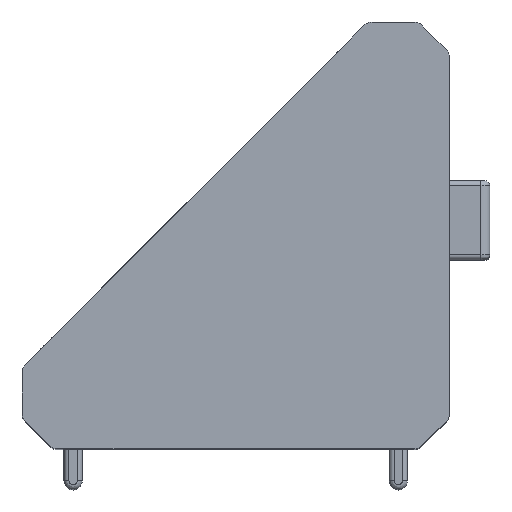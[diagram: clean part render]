
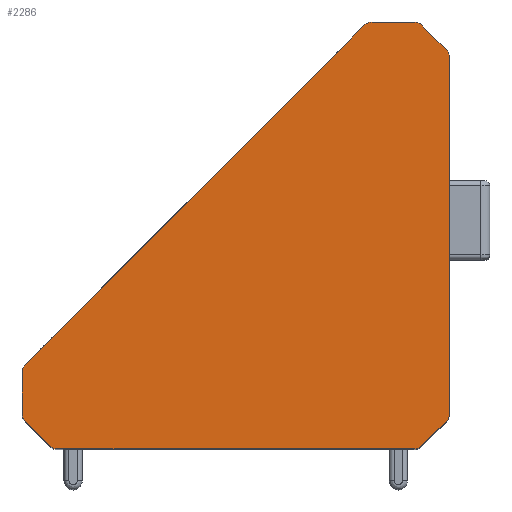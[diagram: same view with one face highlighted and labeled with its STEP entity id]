
A CAD part, top view. The second image highlights one B-rep face of the part: STEP entity #2286.
In plain terms, the highlighted planar face has unit normal (0, 0, 1).
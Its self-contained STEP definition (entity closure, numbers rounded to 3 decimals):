
#129=PLANE('',#2552);
#265=FACE_OUTER_BOUND('',#405,.T.);
#405=EDGE_LOOP('',(#2086,#2087,#2088,#2089,#2090,#2091,#2092,#2093,#2094,
#2095,#2096,#2097,#2098,#2099,#2100,#2101));
#586=LINE('',#3973,#790);
#591=LINE('',#3987,#795);
#596=LINE('',#4001,#800);
#604=LINE('',#4018,#808);
#606=LINE('',#4024,#810);
#607=LINE('',#4026,#811);
#608=LINE('',#4030,#812);
#609=LINE('',#4032,#813);
#790=VECTOR('',#3179,10.);
#795=VECTOR('',#3194,10.);
#800=VECTOR('',#3209,10.);
#808=VECTOR('',#3227,10.);
#810=VECTOR('',#3235,10.);
#811=VECTOR('',#3238,10.);
#812=VECTOR('',#3245,10.);
#813=VECTOR('',#3248,10.);
#884=CIRCLE('',#2518,1.);
#893=CIRCLE('',#2530,1.);
#894=CIRCLE('',#2532,1.);
#895=CIRCLE('',#2535,1.);
#896=CIRCLE('',#2537,1.);
#897=CIRCLE('',#2540,1.);
#898=CIRCLE('',#2542,1.);
#899=CIRCLE('',#2545,1.);
#1080=VERTEX_POINT('',#3933);
#1081=VERTEX_POINT('',#3934);
#1098=VERTEX_POINT('',#3972);
#1099=VERTEX_POINT('',#3976);
#1100=VERTEX_POINT('',#3980);
#1101=VERTEX_POINT('',#3981);
#1102=VERTEX_POINT('',#3986);
#1103=VERTEX_POINT('',#3990);
#1104=VERTEX_POINT('',#3994);
#1105=VERTEX_POINT('',#3996);
#1106=VERTEX_POINT('',#4000);
#1107=VERTEX_POINT('',#4006);
#1108=VERTEX_POINT('',#4010);
#1109=VERTEX_POINT('',#4012);
#1110=VERTEX_POINT('',#4016);
#1111=VERTEX_POINT('',#4020);
#1392=EDGE_CURVE('',#1080,#1081,#884,.T.);
#1411=EDGE_CURVE('',#1081,#1098,#586,.T.);
#1413=EDGE_CURVE('',#1098,#1099,#893,.T.);
#1415=EDGE_CURVE('',#1100,#1101,#894,.T.);
#1418=EDGE_CURVE('',#1101,#1102,#591,.T.);
#1420=EDGE_CURVE('',#1102,#1103,#895,.T.);
#1423=EDGE_CURVE('',#1104,#1105,#896,.T.);
#1425=EDGE_CURVE('',#1106,#1105,#596,.T.);
#1429=EDGE_CURVE('',#1106,#1107,#897,.T.);
#1432=EDGE_CURVE('',#1108,#1109,#898,.T.);
#1435=EDGE_CURVE('',#1110,#1108,#604,.T.);
#1436=EDGE_CURVE('',#1111,#1110,#899,.T.);
#1438=EDGE_CURVE('',#1111,#1107,#606,.T.);
#1439=EDGE_CURVE('',#1100,#1099,#607,.T.);
#1440=EDGE_CURVE('',#1104,#1103,#608,.T.);
#1441=EDGE_CURVE('',#1080,#1109,#609,.T.);
#2086=ORIENTED_EDGE('',*,*,#1392,.F.);
#2087=ORIENTED_EDGE('',*,*,#1441,.T.);
#2088=ORIENTED_EDGE('',*,*,#1432,.F.);
#2089=ORIENTED_EDGE('',*,*,#1435,.F.);
#2090=ORIENTED_EDGE('',*,*,#1436,.F.);
#2091=ORIENTED_EDGE('',*,*,#1438,.T.);
#2092=ORIENTED_EDGE('',*,*,#1429,.F.);
#2093=ORIENTED_EDGE('',*,*,#1425,.T.);
#2094=ORIENTED_EDGE('',*,*,#1423,.F.);
#2095=ORIENTED_EDGE('',*,*,#1440,.T.);
#2096=ORIENTED_EDGE('',*,*,#1420,.F.);
#2097=ORIENTED_EDGE('',*,*,#1418,.F.);
#2098=ORIENTED_EDGE('',*,*,#1415,.F.);
#2099=ORIENTED_EDGE('',*,*,#1439,.T.);
#2100=ORIENTED_EDGE('',*,*,#1413,.F.);
#2101=ORIENTED_EDGE('',*,*,#1411,.F.);
#2286=ADVANCED_FACE('',(#265),#129,.T.);
#2518=AXIS2_PLACEMENT_3D('',#3935,#3147,#3148);
#2530=AXIS2_PLACEMENT_3D('',#3977,#3183,#3184);
#2532=AXIS2_PLACEMENT_3D('',#3982,#3188,#3189);
#2535=AXIS2_PLACEMENT_3D('',#3991,#3198,#3199);
#2537=AXIS2_PLACEMENT_3D('',#3997,#3204,#3205);
#2540=AXIS2_PLACEMENT_3D('',#4007,#3215,#3216);
#2542=AXIS2_PLACEMENT_3D('',#4013,#3221,#3222);
#2545=AXIS2_PLACEMENT_3D('',#4021,#3230,#3231);
#2552=AXIS2_PLACEMENT_3D('',#4033,#3249,#3250);
#3147=DIRECTION('center_axis',(0.,0.,-1.));
#3148=DIRECTION('ref_axis',(0.924,-0.383,0.));
#3179=DIRECTION('',(-0.707,-0.707,0.));
#3183=DIRECTION('center_axis',(0.,0.,-1.));
#3184=DIRECTION('ref_axis',(0.383,-0.924,0.));
#3188=DIRECTION('center_axis',(0.,0.,-1.));
#3189=DIRECTION('ref_axis',(-0.383,-0.924,0.));
#3194=DIRECTION('',(-0.707,0.707,0.));
#3198=DIRECTION('center_axis',(0.,0.,-1.));
#3199=DIRECTION('ref_axis',(-0.924,-0.383,0.));
#3204=DIRECTION('center_axis',(0.,0.,-1.));
#3205=DIRECTION('ref_axis',(-0.924,0.383,0.));
#3209=DIRECTION('',(-0.707,-0.707,0.));
#3215=DIRECTION('center_axis',(0.,0.,-1.));
#3216=DIRECTION('ref_axis',(-0.383,0.924,0.));
#3221=DIRECTION('center_axis',(0.,0.,-1.));
#3222=DIRECTION('ref_axis',(0.924,0.383,0.));
#3227=DIRECTION('',(0.707,-0.707,0.));
#3230=DIRECTION('center_axis',(0.,0.,-1.));
#3231=DIRECTION('ref_axis',(0.383,0.924,0.));
#3235=DIRECTION('',(-1.,0.,0.));
#3238=DIRECTION('',(1.,0.,0.));
#3245=DIRECTION('',(0.,-1.,0.));
#3248=DIRECTION('',(0.,1.,0.));
#3249=DIRECTION('center_axis',(0.,0.,1.));
#3250=DIRECTION('ref_axis',(1.,0.,0.));
#3933=CARTESIAN_POINT('',(21.,-17.586,21.));
#3934=CARTESIAN_POINT('',(20.707,-18.293,21.));
#3935=CARTESIAN_POINT('Origin',(20.,-17.586,21.));
#3972=CARTESIAN_POINT('',(18.293,-20.707,21.));
#3973=CARTESIAN_POINT('',(19.5,-19.5,21.));
#3976=CARTESIAN_POINT('',(17.586,-21.,21.));
#3977=CARTESIAN_POINT('Origin',(17.586,-20.,21.));
#3980=CARTESIAN_POINT('',(-17.586,-21.,21.));
#3981=CARTESIAN_POINT('',(-18.293,-20.707,21.));
#3982=CARTESIAN_POINT('Origin',(-17.586,-20.,21.));
#3986=CARTESIAN_POINT('',(-20.707,-18.293,21.));
#3987=CARTESIAN_POINT('',(-17.279,-21.721,21.));
#3990=CARTESIAN_POINT('',(-21.,-17.586,21.));
#3991=CARTESIAN_POINT('Origin',(-20.,-17.586,21.));
#3994=CARTESIAN_POINT('',(-21.,-13.414,21.));
#3996=CARTESIAN_POINT('',(-20.707,-12.707,21.));
#3997=CARTESIAN_POINT('Origin',(-20.,-13.414,21.));
#4000=CARTESIAN_POINT('',(12.707,20.707,21.));
#4001=CARTESIAN_POINT('',(-21.,-13.,21.));
#4006=CARTESIAN_POINT('',(13.414,21.,21.));
#4007=CARTESIAN_POINT('Origin',(13.414,20.,21.));
#4010=CARTESIAN_POINT('',(20.707,18.293,21.));
#4012=CARTESIAN_POINT('',(21.,17.586,21.));
#4013=CARTESIAN_POINT('Origin',(20.,17.586,21.));
#4016=CARTESIAN_POINT('',(18.293,20.707,21.));
#4018=CARTESIAN_POINT('',(21.721,17.279,21.));
#4020=CARTESIAN_POINT('',(17.586,21.,21.));
#4021=CARTESIAN_POINT('Origin',(17.586,20.,21.));
#4024=CARTESIAN_POINT('',(13.,21.,21.));
#4026=CARTESIAN_POINT('',(21.,-21.,21.));
#4030=CARTESIAN_POINT('',(-21.,-21.,21.));
#4032=CARTESIAN_POINT('',(21.,21.,21.));
#4033=CARTESIAN_POINT('Origin',(4.441,-4.441,21.));
